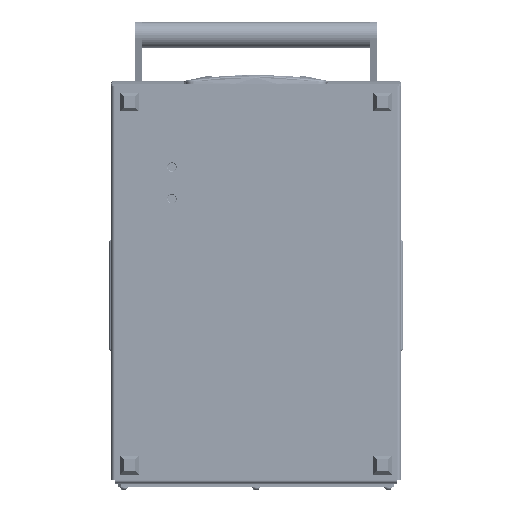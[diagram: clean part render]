
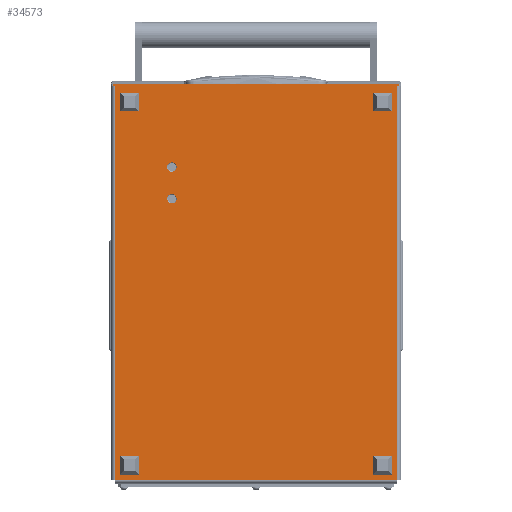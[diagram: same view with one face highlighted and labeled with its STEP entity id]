
A CAD part, front view. The second image highlights one B-rep face of the part: STEP entity #34573.
In plain terms, the highlighted face is planar.
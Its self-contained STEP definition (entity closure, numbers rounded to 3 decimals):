
#3339 = DIRECTION ( 'NONE',  ( 0., 1., 0. ) ) ;
#4390 = VERTEX_POINT ( 'NONE', #31221 ) ;
#4977 = DIRECTION ( 'NONE',  ( 0., 0., -1. ) ) ;
#5543 = CARTESIAN_POINT ( 'NONE',  ( 90., 249., 0. ) ) ;
#8342 = CARTESIAN_POINT ( 'NONE',  ( 0., 314., 0. ) ) ;
#8697 = DIRECTION ( 'NONE',  ( 0., 1., 0. ) ) ;
#9479 = EDGE_CURVE ( 'NONE', #55850, #59035, #111917, .T. ) ;
#9495 = CARTESIAN_POINT ( 'NONE',  ( 436., 312., 0. ) ) ;
#9508 = AXIS2_PLACEMENT_3D ( 'NONE', #18147, #79799, #115667 ) ;
#12116 = EDGE_CURVE ( 'NONE', #92925, #17410, #107581, .T. ) ;
#12124 = EDGE_CURVE ( 'NONE', #110766, #78923, #44112, .T. ) ;
#13195 = FACE_BOUND ( 'NONE', #13465, .T. ) ;
#13465 = EDGE_LOOP ( 'NONE', ( #72647, #53016 ) ) ;
#13795 = CARTESIAN_POINT ( 'NONE',  ( 0., -4., 0. ) ) ;
#14108 = VECTOR ( 'NONE', #18858, 1000. ) ;
#14356 = CARTESIAN_POINT ( 'NONE',  ( 0., 312., 0. ) ) ;
#15929 = AXIS2_PLACEMENT_3D ( 'NONE', #87587, #69340, #78184 ) ;
#17410 = VERTEX_POINT ( 'NONE', #72392 ) ;
#18147 = CARTESIAN_POINT ( 'NONE',  ( 125., 249., 0. ) ) ;
#18226 = AXIS2_PLACEMENT_3D ( 'NONE', #76114, #111980, #94948 ) ;
#18448 = ORIENTED_EDGE ( 'NONE', *, *, #71809, .F. ) ;
#18858 = DIRECTION ( 'NONE',  ( 1., 0., 0. ) ) ;
#19011 = EDGE_CURVE ( 'NONE', #55850, #57761, #44258, .T. ) ;
#19272 = EDGE_CURVE ( 'NONE', #110766, #104911, #42962, .T. ) ;
#19442 = DIRECTION ( 'NONE',  ( 0., -1., 0. ) ) ;
#21522 = VECTOR ( 'NONE', #35472, 1000. ) ;
#22581 = DIRECTION ( 'NONE',  ( 0., 0., -1. ) ) ;
#23837 = CIRCLE ( 'NONE', #18226, 5.2 ) ;
#30614 = ORIENTED_EDGE ( 'NONE', *, *, #12124, .T. ) ;
#31026 = VECTOR ( 'NONE', #19442, 1000. ) ;
#31221 = CARTESIAN_POINT ( 'NONE',  ( 95.2, 249., 0. ) ) ;
#34573 = ADVANCED_FACE ( 'NONE', ( #93662, #13195, #76605 ), #49595, .T. ) ;
#35472 = DIRECTION ( 'NONE',  ( 1., 0., 0. ) ) ;
#36143 = VECTOR ( 'NONE', #94134, 1000. ) ;
#38244 = CARTESIAN_POINT ( 'NONE',  ( 130.2, 249., 0. ) ) ;
#39818 = EDGE_CURVE ( 'NONE', #75393, #88346, #66544, .T. ) ;
#39849 = EDGE_LOOP ( 'NONE', ( #47162, #49133, #76354, #40249, #59155, #81085, #30614, #82650 ) ) ;
#40249 = ORIENTED_EDGE ( 'NONE', *, *, #12116, .T. ) ;
#41839 = DIRECTION ( 'NONE',  ( -1., 0., 0. ) ) ;
#42962 = LINE ( 'NONE', #87627, #36143 ) ;
#44112 = LINE ( 'NONE', #9495, #31026 ) ;
#44258 = LINE ( 'NONE', #55399, #88674 ) ;
#47162 = ORIENTED_EDGE ( 'NONE', *, *, #9479, .F. ) ;
#49133 = ORIENTED_EDGE ( 'NONE', *, *, #19011, .T. ) ;
#49595 = PLANE ( 'NONE',  #91114 ) ;
#51204 = CARTESIAN_POINT ( 'NONE',  ( -2., -2., 0. ) ) ;
#52833 = DIRECTION ( 'NONE',  ( 0., 1., 0. ) ) ;
#53016 = ORIENTED_EDGE ( 'NONE', *, *, #39818, .F. ) ;
#53384 = EDGE_CURVE ( 'NONE', #88346, #75393, #67550, .T. ) ;
#55399 = CARTESIAN_POINT ( 'NONE',  ( 0., -2., 0. ) ) ;
#55501 = CARTESIAN_POINT ( 'NONE',  ( 0., 312., 0. ) ) ;
#55850 = VERTEX_POINT ( 'NONE', #76591 ) ;
#57761 = VERTEX_POINT ( 'NONE', #51204 ) ;
#59035 = VERTEX_POINT ( 'NONE', #72919 ) ;
#59155 = ORIENTED_EDGE ( 'NONE', *, *, #88455, .F. ) ;
#60082 = EDGE_CURVE ( 'NONE', #68593, #4390, #23837, .T. ) ;
#61082 = LINE ( 'NONE', #102435, #64275 ) ;
#62508 = LINE ( 'NONE', #107183, #21522 ) ;
#63825 = EDGE_CURVE ( 'NONE', #57761, #92925, #82045, .T. ) ;
#64275 = VECTOR ( 'NONE', #52833, 1000. ) ;
#66544 = CIRCLE ( 'NONE', #15929, 5.2 ) ;
#67550 = CIRCLE ( 'NONE', #9508, 5.2 ) ;
#68593 = VERTEX_POINT ( 'NONE', #79378 ) ;
#69340 = DIRECTION ( 'NONE',  ( 0., 0., -1. ) ) ;
#71809 = EDGE_CURVE ( 'NONE', #4390, #68593, #86744, .T. ) ;
#72392 = CARTESIAN_POINT ( 'NONE',  ( 0., 314., 0. ) ) ;
#72647 = ORIENTED_EDGE ( 'NONE', *, *, #53384, .F. ) ;
#72919 = CARTESIAN_POINT ( 'NONE',  ( 0., 0., 0. ) ) ;
#75393 = VERTEX_POINT ( 'NONE', #38244 ) ;
#76114 = CARTESIAN_POINT ( 'NONE',  ( 90., 249., 0. ) ) ;
#76354 = ORIENTED_EDGE ( 'NONE', *, *, #63825, .T. ) ;
#76591 = CARTESIAN_POINT ( 'NONE',  ( 0., -2., 0. ) ) ;
#76605 = FACE_OUTER_BOUND ( 'NONE', #39849, .T. ) ;
#78184 = DIRECTION ( 'NONE',  ( -1., 0., 0. ) ) ;
#78261 = EDGE_LOOP ( 'NONE', ( #105216, #18448 ) ) ;
#78923 = VERTEX_POINT ( 'NONE', #90961 ) ;
#79378 = CARTESIAN_POINT ( 'NONE',  ( 84.8, 249., 0. ) ) ;
#79799 = DIRECTION ( 'NONE',  ( 0., 0., -1. ) ) ;
#80084 = DIRECTION ( 'NONE',  ( -1., 0., 0. ) ) ;
#80305 = CARTESIAN_POINT ( 'NONE',  ( -2., -4., 0. ) ) ;
#80868 = VECTOR ( 'NONE', #3339, 1000. ) ;
#81085 = ORIENTED_EDGE ( 'NONE', *, *, #19272, .F. ) ;
#82045 = LINE ( 'NONE', #80305, #93102 ) ;
#82650 = ORIENTED_EDGE ( 'NONE', *, *, #99392, .F. ) ;
#86744 = CIRCLE ( 'NONE', #101774, 5.2 ) ;
#87568 = CARTESIAN_POINT ( 'NONE',  ( 436., 312., 0. ) ) ;
#87587 = CARTESIAN_POINT ( 'NONE',  ( 125., 249., 0. ) ) ;
#87627 = CARTESIAN_POINT ( 'NONE',  ( 0., 312., 0. ) ) ;
#88346 = VERTEX_POINT ( 'NONE', #92412 ) ;
#88455 = EDGE_CURVE ( 'NONE', #104911, #17410, #61082, .T. ) ;
#88674 = VECTOR ( 'NONE', #80084, 1000. ) ;
#90961 = CARTESIAN_POINT ( 'NONE',  ( 436., 0., 0. ) ) ;
#91114 = AXIS2_PLACEMENT_3D ( 'NONE', #14356, #22581, #94853 ) ;
#92412 = CARTESIAN_POINT ( 'NONE',  ( 119.8, 249., 0. ) ) ;
#92925 = VERTEX_POINT ( 'NONE', #112750 ) ;
#93102 = VECTOR ( 'NONE', #8697, 1000. ) ;
#93662 = FACE_BOUND ( 'NONE', #78261, .T. ) ;
#94134 = DIRECTION ( 'NONE',  ( -1., 0., 0. ) ) ;
#94853 = DIRECTION ( 'NONE',  ( -1., 0., 0. ) ) ;
#94948 = DIRECTION ( 'NONE',  ( -1., 0., 0. ) ) ;
#99392 = EDGE_CURVE ( 'NONE', #59035, #78923, #62508, .T. ) ;
#101774 = AXIS2_PLACEMENT_3D ( 'NONE', #5543, #4977, #41839 ) ;
#102435 = CARTESIAN_POINT ( 'NONE',  ( 0., -4., 0. ) ) ;
#104911 = VERTEX_POINT ( 'NONE', #55501 ) ;
#105216 = ORIENTED_EDGE ( 'NONE', *, *, #60082, .F. ) ;
#107183 = CARTESIAN_POINT ( 'NONE',  ( 0., 0., 0. ) ) ;
#107581 = LINE ( 'NONE', #8342, #14108 ) ;
#110766 = VERTEX_POINT ( 'NONE', #87568 ) ;
#111917 = LINE ( 'NONE', #13795, #80868 ) ;
#111980 = DIRECTION ( 'NONE',  ( 0., 0., -1. ) ) ;
#112750 = CARTESIAN_POINT ( 'NONE',  ( -2., 314., 0. ) ) ;
#115667 = DIRECTION ( 'NONE',  ( -1., 0., 0. ) ) ;
